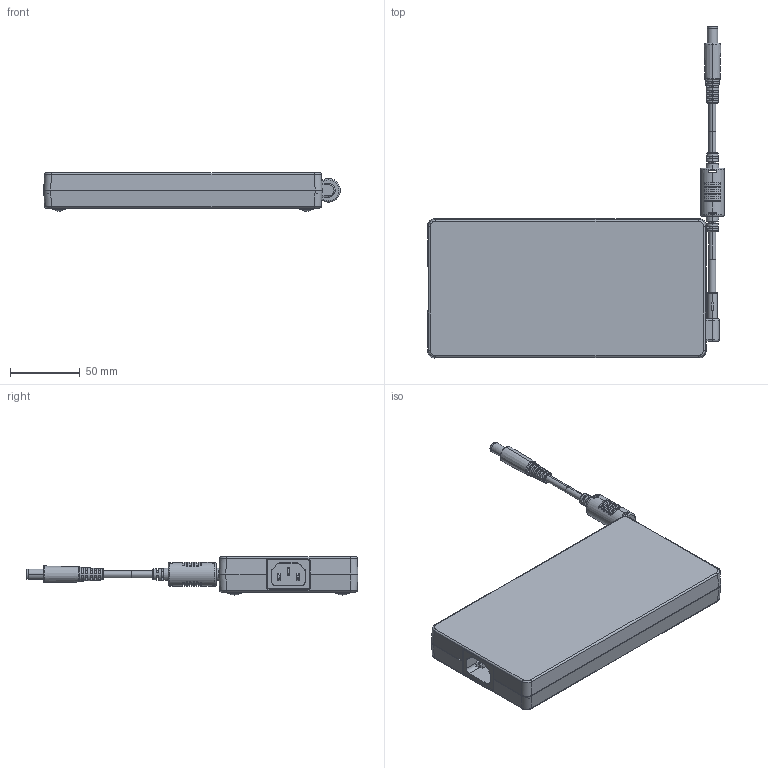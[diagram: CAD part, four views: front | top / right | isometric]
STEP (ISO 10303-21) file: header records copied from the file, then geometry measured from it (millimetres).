
FILE_DESCRIPTION((''),'2;1');
FILE_NAME('PA-1231-12P1_ASM_ASM','2017-10-18T',('rachelchu'),(''),'PRO/ENGINEER BY PARAMETRIC TECHNOLOGY CORPORATION, 2013230','PRO/ENGINEER BY PARAMETRIC TECHNOLOGY CORPORATION, 2013230','');
FILE_SCHEMA(('AUTOMOTIVE_DESIGN { 1 0 10303 214 1 1 1 1 }'));
Products named in the file (24): CASE_TOP; CASE_BOTTOM; RUBBER; TU-301-SP-TB015_6_1; TU301-Y5L_5_1; TU301-Y5S_14_1; TU301-PL_4_1; PRT0001_1_1; TU-301-SP-TB015-ALL_ASM_28_ASM__ASM; GP-TU301-J1_6; TU-301-SP-TB015-PJ2_ASM_ASM_1_ASM; TU-301-SP-TB015-PJ1_ASM_ASM_ASM; PRT0001; PRT0002; PRT0003; ASM0006_ASM; ASM0005_ASM; PRT0004; PRT0005; PRT0006; PRT0007; ASM0004_ASM; ASM0003_ASM; PA-1231-12P1_ASM_ASM
Assembly tree (27 placements, depth 6):
  PA-1231-12P1_ASM_ASM
    CASE_TOP
    CASE_BOTTOM
    RUBBER  x4
    TU-301-SP-TB015-PJ1_ASM_ASM_ASM
      TU-301-SP-TB015-PJ2_ASM_ASM_1_ASM
        TU-301-SP-TB015-ALL_ASM_28_ASM__ASM
          TU-301-SP-TB015_6_1
          TU301-Y5L_5_1
          TU301-Y5S_14_1  x2
          TU301-PL_4_1
          PRT0001_1_1
        GP-TU301-J1_6
    ASM0003_ASM
      ASM0004_ASM
        ASM0005_ASM
          ASM0006_ASM
            PRT0001
            PRT0002
            PRT0003
        PRT0004
        PRT0005
        PRT0006
        PRT0007
Bounding box: 213.06 x 238.51 x 27.75 mm (x, y, z)
Volume: 133486 mm3; surface area: 130474.7 mm2
Topology: 20 solids, 20 shells, 1619 faces, 4348 edges, 2810 vertices
Faces by surface type: plane 733, cylinder 424, torus 263, cone 140, bspline 30, sphere 22, extrusion 7
Entity records: 63274 total; most frequent: CARTESIAN_POINT 14510, ORIENTED_EDGE 8484, DIRECTION 8475, EDGE_CURVE 4242, AXIS2_PLACEMENT_3D 3195, VERTEX_POINT 2755, PRESENTATION_STYLE_ASSIGNMENT 2495, STYLED_ITEM 2483
